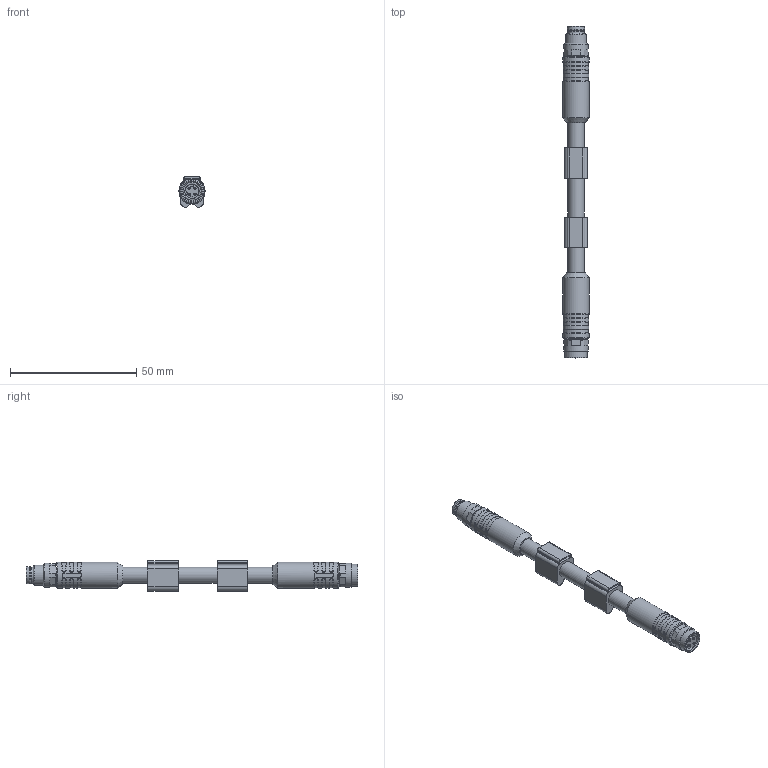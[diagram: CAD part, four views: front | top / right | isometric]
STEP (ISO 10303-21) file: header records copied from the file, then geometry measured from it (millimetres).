
FILE_DESCRIPTION(/* description */ (''),/* implementation_level */ '2;1');
FILE_NAME(/* name */ 'IE-SKPSD4-m-IE-SSPSD4_S2171.stp',/* time_stamp */ '2018-12-07T13:05:24+01:00',/* author */ (''),/* organization */ (''),/* preprocessor_version */ 'ST-DEVELOPER v16',/* originating_system */ 'SIEMENS PLM Software NX 10.0',/* authorisation */ '');
FILE_SCHEMA (('AUTOMOTIVE_DESIGN { 1 0 10303 214 3 1 1 1 }'));
Length unit declared in the file: millimetre
Products named in the file (1): IE-SKPSD4-m-IE-SSPSD4_S2171
Bounding box: 10.3 x 131.25 x 11.99 mm (x, y, z)
Volume: 8499.3 mm3; surface area: 5198.4 mm2
Topology: 1 solids, 1 shells, 382 faces, 900 edges, 553 vertices
Faces by surface type: cylinder 137, plane 107, torus 58, bspline 48, cone 22, sphere 10
Full cylindrical faces by diameter (mm): 0.8 x4, 0.9 x4, 5.8 x1, 6.5 x6, 6.9 x1, 7.2 x1, 8 x1, 8.8 x1, 9.6 x2, 10.3 x2
Entity records: 12349 total; most frequent: CARTESIAN_POINT 4025, DIRECTION 1779, ORIENTED_EDGE 1662, EDGE_CURVE 831, AXIS2_PLACEMENT_3D 756, VERTEX_POINT 528, EDGE_LOOP 463, CIRCLE 413
